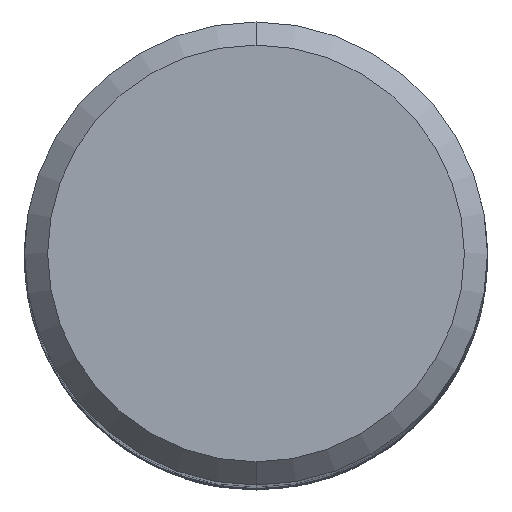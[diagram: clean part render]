
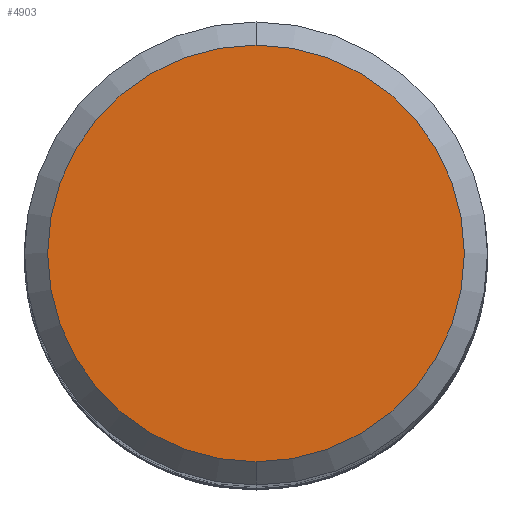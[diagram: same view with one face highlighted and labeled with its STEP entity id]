
A CAD part, top view. The second image highlights one B-rep face of the part: STEP entity #4903.
In plain terms, the highlighted planar face has unit normal (0, 0, 1).
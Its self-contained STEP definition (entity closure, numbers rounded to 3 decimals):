
#3137=EDGE_CURVE('',#4089,#3207,#6768,.T.);
#3207=VERTEX_POINT('',#6843);
#4089=VERTEX_POINT('',#7786);
#4903=ADVANCED_FACE('',(#8680),#8681,.T.);
#5107=EDGE_CURVE('',#3207,#4089,#8900,.T.);
#6768=CIRCLE('',#34703,9.0);
#6843=CARTESIAN_POINT('',(0.0,9.0,0.0));
#7786=CARTESIAN_POINT('',(0.,-9.0,0.0));
#8680=FACE_OUTER_BOUND('',#62449,.T.);
#8681=PLANE('',#62450);
#8900=CIRCLE('',#64438,9.0);
#34703=AXIS2_PLACEMENT_3D('',#67642,#67643,#67644);
#62449=EDGE_LOOP('',(#69693,#69694));
#62450=AXIS2_PLACEMENT_3D('',#69695,#69696,#69697);
#64438=AXIS2_PLACEMENT_3D('',#69878,#69879,#69880);
#67642=CARTESIAN_POINT('',(0.0,0.0,0.0));
#67643=DIRECTION('',(0.0,0.0,-1.0));
#67644=DIRECTION('',(0.0,1.0,0.0));
#69693=ORIENTED_EDGE('',*,*,#5107,.F.);
#69694=ORIENTED_EDGE('',*,*,#3137,.F.);
#69695=CARTESIAN_POINT('',(0.0,4.5,0.0));
#69696=DIRECTION('',(-0.0,0.0,1.0));
#69697=DIRECTION('',(0.0,-1.0,0.0));
#69878=CARTESIAN_POINT('',(0.0,0.0,0.0));
#69879=DIRECTION('',(0.0,0.0,-1.0));
#69880=DIRECTION('',(0.0,1.0,0.0));
